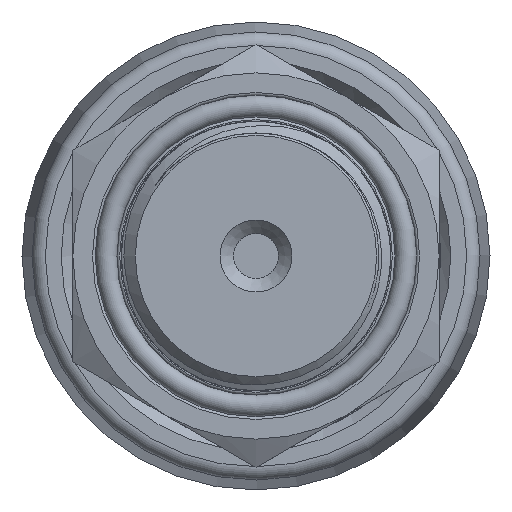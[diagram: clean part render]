
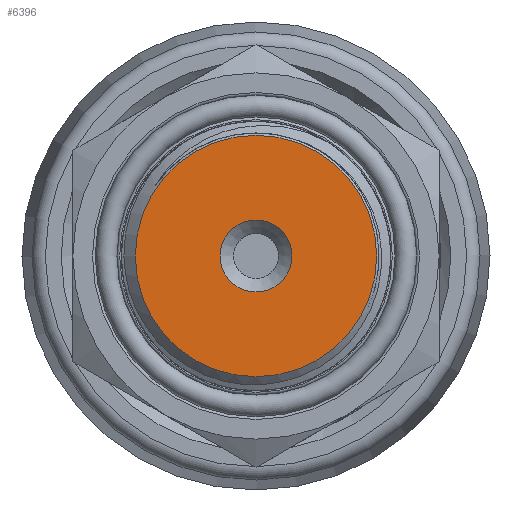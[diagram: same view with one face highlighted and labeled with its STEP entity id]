
A CAD part, left-side view. The second image highlights one B-rep face of the part: STEP entity #6396.
In plain terms, the highlighted face is planar.
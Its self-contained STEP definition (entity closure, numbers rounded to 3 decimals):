
#824=FACE_BOUND('',#2335,.T.);
#1585=PLANE('',#6685);
#1938=FACE_OUTER_BOUND('',#2334,.T.);
#2334=EDGE_LOOP('',(#5935));
#2335=EDGE_LOOP('',(#5936));
#2461=CIRCLE('',#6658,8.9);
#2473=CIRCLE('',#6686,2.65);
#3098=VERTEX_POINT('',#17657);
#3119=VERTEX_POINT('',#20054);
#4029=EDGE_CURVE('',#3098,#3098,#2461,.T.);
#4073=EDGE_CURVE('',#3119,#3119,#2473,.T.);
#5935=ORIENTED_EDGE('',*,*,#4029,.T.);
#5936=ORIENTED_EDGE('',*,*,#4073,.F.);
#6396=ADVANCED_FACE('',(#1938,#824),#1585,.T.);
#6658=AXIS2_PLACEMENT_3D('',#17659,#7410,#7411);
#6685=AXIS2_PLACEMENT_3D('',#20053,#7469,#7470);
#6686=AXIS2_PLACEMENT_3D('',#20055,#7471,#7472);
#7410=DIRECTION('center_axis',(1.,0.,0.));
#7411=DIRECTION('ref_axis',(0.,1.,0.));
#7469=DIRECTION('center_axis',(1.,0.,0.));
#7470=DIRECTION('ref_axis',(0.,0.,-1.));
#7471=DIRECTION('center_axis',(1.,0.,0.));
#7472=DIRECTION('ref_axis',(0.,0.,-1.));
#17657=CARTESIAN_POINT('',(0.,-8.9,0.));
#17659=CARTESIAN_POINT('Origin',(0.,0.,0.));
#20053=CARTESIAN_POINT('Origin',(0.,2.65,0.));
#20054=CARTESIAN_POINT('',(0.,-2.65,0.));
#20055=CARTESIAN_POINT('Origin',(0.,0.,
0.));
